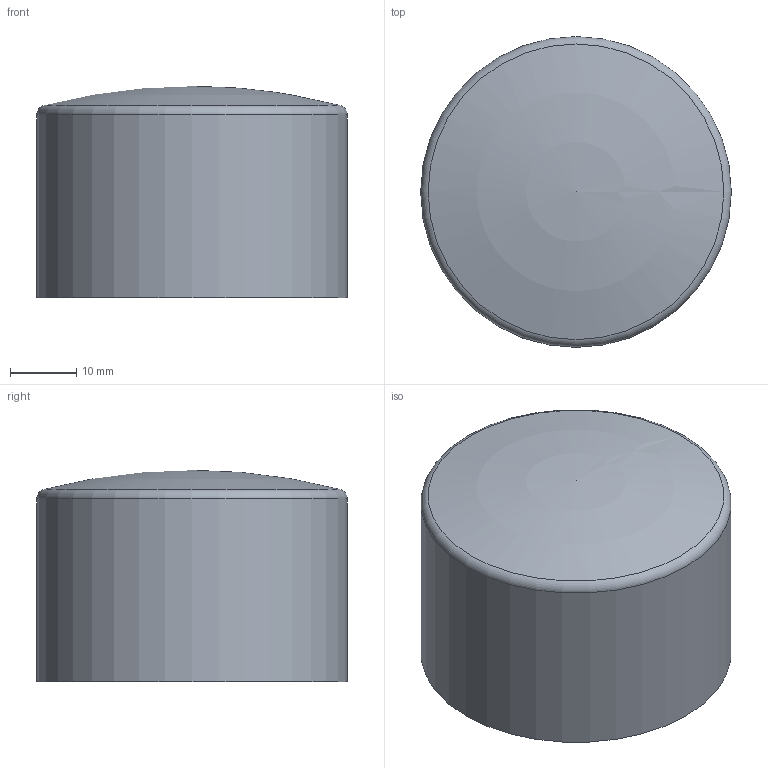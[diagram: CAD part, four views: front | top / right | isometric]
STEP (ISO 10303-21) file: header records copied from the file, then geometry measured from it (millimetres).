
FILE_DESCRIPTION( ( 'Unknown' ), '1' );
FILE_NAME( '7972298.stp', 'Unknown', ( 'Unknown' ), ( 'Unknown' ), 'PSStep 14.0', 'Unknown', ' ' );
FILE_SCHEMA( ( 'AUTOMOTIVE_DESIGN { 1 0 10303 214 1 1 1 1 }' ) );
Length unit declared in the file: millimetre
Products named in the file (1): 1
Bounding box: 47 x 47 x 32 mm (x, y, z)
Volume: 11132.1 mm3; surface area: 11411.7 mm2
Topology: 1 solids, 1 shells, 6 faces, 15 edges, 10 vertices
Faces by surface type: sphere 2, cylinder 2, torus 1, plane 1
Full cylindrical faces by diameter (mm): 43 x1, 47 x1
Entity records: 178 total; most frequent: DIRECTION 24, CARTESIAN_POINT 17, AXIS2_PLACEMENT_3D 12, EDGE_LOOP 10, ORIENTED_EDGE 10, FACE_OUTER_BOUND 9, STYLED_ITEM 6, PRESENTATION_STYLE_ASSIGNMENT 6
